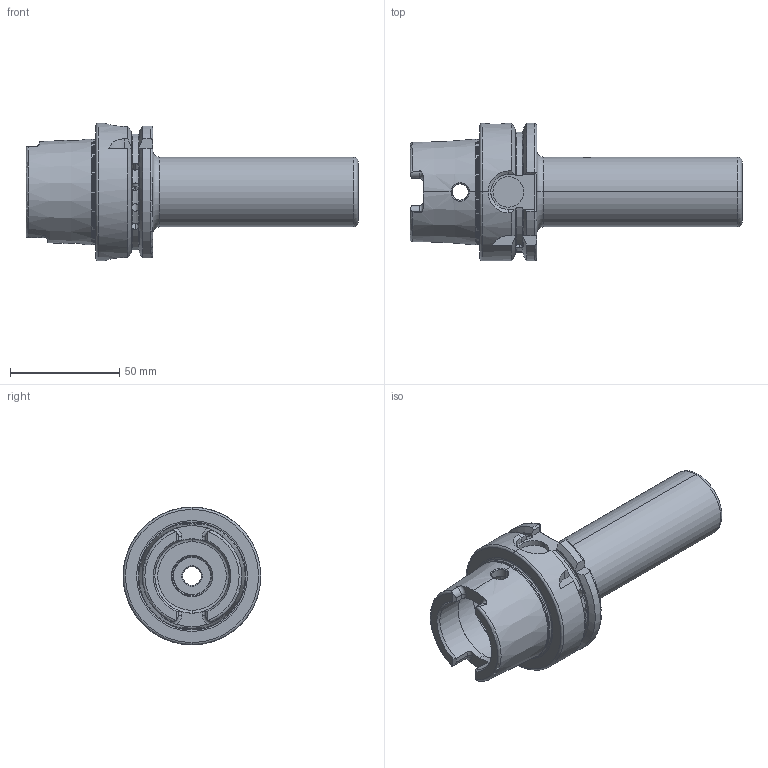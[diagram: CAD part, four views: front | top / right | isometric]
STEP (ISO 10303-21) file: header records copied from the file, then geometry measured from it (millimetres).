
FILE_DESCRIPTION (( 'STEP AP203' ), '1' );
FILE_NAME ('A63.08.02.STEP', '2016-10-11T06:01:24', ( '' ), ( '' ), 'SwSTEP 2.0', 'SolidWorks 2012', '' );
FILE_SCHEMA (( 'CONFIG_CONTROL_DESIGN' ));
Length unit declared in the file: millimetre
Products named in the file (1): A63.08.02
Bounding box: 152 x 63 x 63 mm (x, y, z)
Volume: 137490.5 mm3; surface area: 37573.6 mm2
Topology: 1 solids, 1 shells, 281 faces, 776 edges, 489 vertices
Faces by surface type: cylinder 115, plane 59, bspline 39, cone 35, torus 33
Entity records: 36620 total; most frequent: CARTESIAN_POINT 30293, ORIENTED_EDGE 1532, DIRECTION 1059, EDGE_CURVE 766, VERTEX_POINT 489, AXIS2_PLACEMENT_3D 419, EDGE_LOOP 295, FACE_OUTER_BOUND 281
